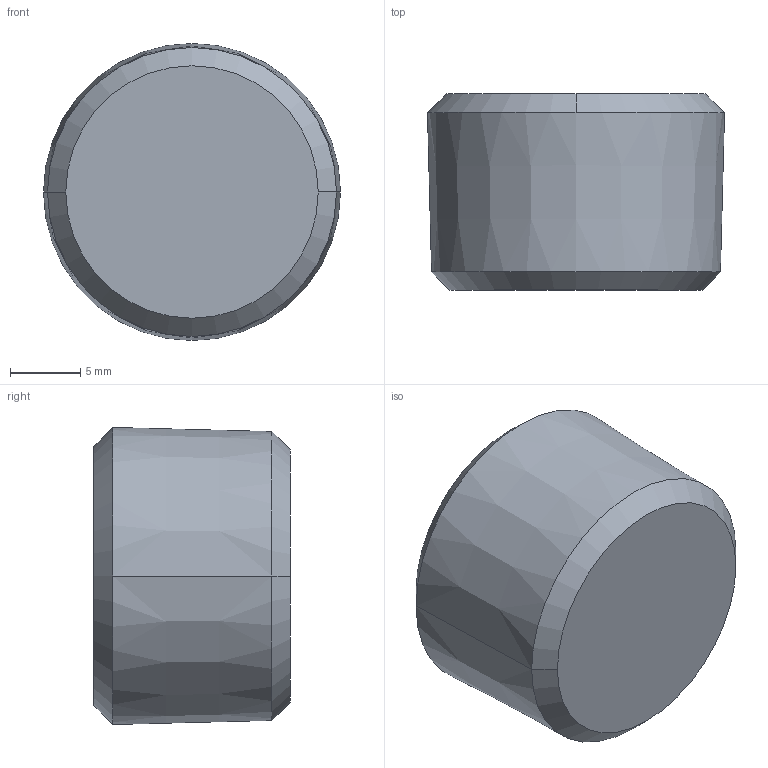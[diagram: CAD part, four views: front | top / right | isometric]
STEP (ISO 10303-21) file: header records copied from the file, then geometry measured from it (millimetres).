
FILE_DESCRIPTION (( 'STEP AP203' ), '1' );
FILE_NAME ('X5330004.STEP', '2011-10-25T12:21:09', ( 'SP' ), ( 'sopra-pneumatic' ), 'SwSTEP 2.0', 'SolidWorks 2011', '' );
FILE_SCHEMA (( 'CONFIG_CONTROL_DESIGN' ));
Length unit declared in the file: millimetre
Products named in the file (1): X5330004
Bounding box: 21.18 x 14 x 21.18 mm (x, y, z)
Volume: 3757 mm3; surface area: 1838.1 mm2
Topology: 1 solids, 1 shells, 32 faces, 84 edges, 53 vertices
Faces by surface type: plane 20, cone 10, cylinder 2
Entity records: 1067 total; most frequent: CARTESIAN_POINT 208, ORIENTED_EDGE 164, DIRECTION 164, EDGE_CURVE 82, AXIS2_PLACEMENT_3D 61, VERTEX_POINT 53, VECTOR 42, LINE 42
